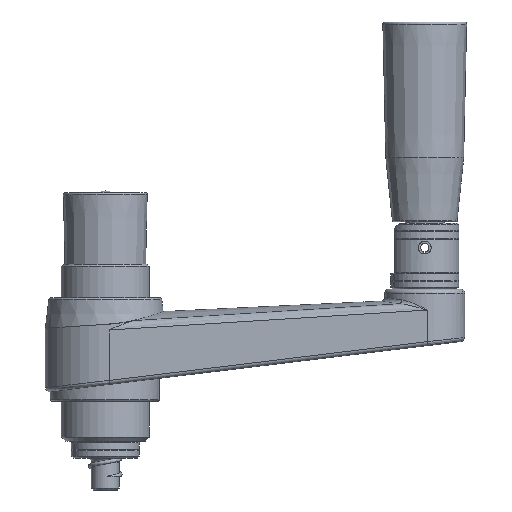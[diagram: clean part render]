
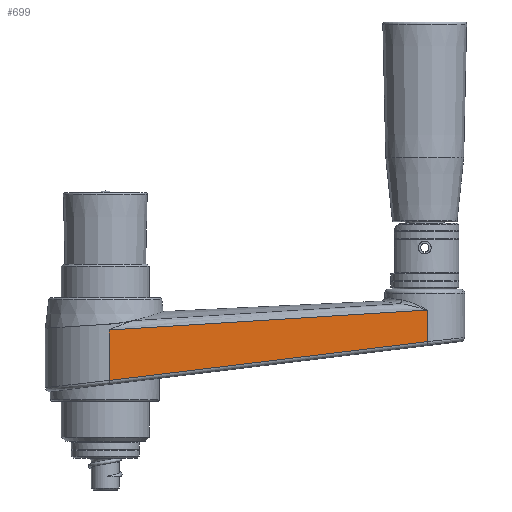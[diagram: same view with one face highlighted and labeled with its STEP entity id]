
A CAD part, front view. The second image highlights one B-rep face of the part: STEP entity #699.
In plain terms, the highlighted planar face has unit normal (0.062, -0.998, 0).
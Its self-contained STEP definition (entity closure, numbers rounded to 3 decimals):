
#699 = ADVANCED_FACE( '', ( #1170 ), #1171, .F. );
#1170 = FACE_OUTER_BOUND( '', #3344, .T. );
#1171 = PLANE( '', #3345 );
#3344 = EDGE_LOOP( '', ( #5506, #5507, #5508, #5509 ) );
#3345 = AXIS2_PLACEMENT_3D( '', #5510, #5511, #5512 );
#5506 = ORIENTED_EDGE( '', *, *, #7924, .F. );
#5507 = ORIENTED_EDGE( '', *, *, #7941, .T. );
#5508 = ORIENTED_EDGE( '', *, *, #8057, .T. );
#5509 = ORIENTED_EDGE( '', *, *, #8058, .T. );
#5510 = CARTESIAN_POINT( '', ( 0.938, -14.971, 26. ) );
#5511 = DIRECTION( '', ( -0.063, 0.998, 0. ) );
#5512 = DIRECTION( '', ( -0.998, -0.063, 0. ) );
#7924 = EDGE_CURVE( '', #8982, #8984, #8985, .T. );
#7941 = EDGE_CURVE( '', #8982, #9012, #9013, .T. );
#8057 = EDGE_CURVE( '', #9012, #9206, #9207, .T. );
#8058 = EDGE_CURVE( '', #9206, #8984, #9208, .T. );
#8982 = VERTEX_POINT( '', #12018 );
#8984 = VERTEX_POINT( '', #12062 );
#8985 = LINE( '', #12063, #12064 );
#9012 = VERTEX_POINT( '', #12345 );
#9013 = B_SPLINE_CURVE_WITH_KNOTS( '', 3, ( #12346, #12347, #12348, #12349, #12350, #12351, #12352, #12353, #12354, #12355, #12356 ), .UNSPECIFIED., .F., .F., ( 4, 1, 2, 2, 2, 4 ), ( 0., 0.01, 0.02, 0.04, 0.06, 0.08 ), .UNSPECIFIED. );
#9206 = VERTEX_POINT( '', #13194 );
#9207 = LINE( '', #13195, #13196 );
#9208 = LINE( '', #13197, #13198 );
#12018 = CARTESIAN_POINT( '', ( 80.625, -9.98, 20.567 ) );
#12062 = CARTESIAN_POINT( '', ( 80.625, -9.98, 12.657 ) );
#12063 = CARTESIAN_POINT( '', ( 80.625, -9.98, 26. ) );
#12064 = VECTOR( '', #15483, 1000. );
#12345 = CARTESIAN_POINT( '', ( 0.937, -14.971, 15.576 ) );
#12346 = CARTESIAN_POINT( '', ( 80.625, -9.98, 20.567 ) );
#12347 = CARTESIAN_POINT( '', ( 77.304, -10.188, 20.362 ) );
#12348 = CARTESIAN_POINT( '', ( 70.663, -10.604, 19.953 ) );
#12349 = CARTESIAN_POINT( '', ( 64.023, -11.02, 19.54 ) );
#12350 = CARTESIAN_POINT( '', ( 54.061, -11.644, 18.921 ) );
#12351 = CARTESIAN_POINT( '', ( 47.421, -12.06, 18.506 ) );
#12352 = CARTESIAN_POINT( '', ( 34.14, -12.891, 17.673 ) );
#12353 = CARTESIAN_POINT( '', ( 27.499, -13.307, 17.255 ) );
#12354 = CARTESIAN_POINT( '', ( 14.218, -14.139, 16.417 ) );
#12355 = CARTESIAN_POINT( '', ( 7.578, -14.555, 15.997 ) );
#12356 = CARTESIAN_POINT( '', ( 0.937, -14.971, 15.576 ) );
#13194 = CARTESIAN_POINT( '', ( 0.937, -14.971, 2.943 ) );
#13195 = CARTESIAN_POINT( '', ( 0.937, -14.971, 26. ) );
#13196 = VECTOR( '', #15660, 1000. );
#13197 = CARTESIAN_POINT( '', ( 3.696, -14.798, 3.279 ) );
#13198 = VECTOR( '', #15661, 1000. );
#15483 = DIRECTION( '', ( 0., 0., -1. ) );
#15660 = DIRECTION( '', ( 0., 0., -1. ) );
#15661 = DIRECTION( '', ( 0.991, 0.062, 0.121 ) );
